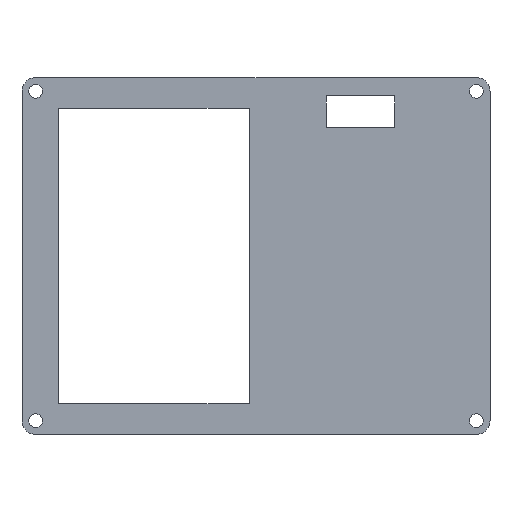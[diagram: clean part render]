
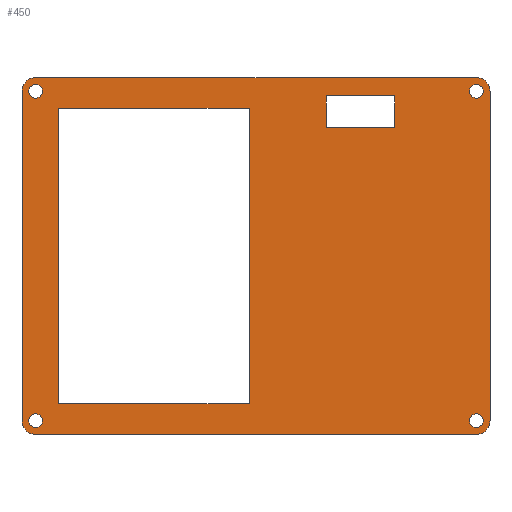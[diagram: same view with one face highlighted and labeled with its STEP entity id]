
A CAD part, front view. The second image highlights one B-rep face of the part: STEP entity #450.
In plain terms, the highlighted planar face has unit normal (0, -1, 0).
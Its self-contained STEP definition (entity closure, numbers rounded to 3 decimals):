
#21=FACE_BOUND('',#91,.T.);
#22=FACE_BOUND('',#92,.T.);
#23=FACE_BOUND('',#93,.T.);
#24=FACE_BOUND('',#94,.T.);
#25=FACE_BOUND('',#95,.T.);
#26=FACE_BOUND('',#96,.T.);
#40=PLANE('',#502);
#62=FACE_OUTER_BOUND('',#90,.T.);
#90=EDGE_LOOP('',(#401,#402,#403,#404,#405,#406,#407,#408));
#91=EDGE_LOOP('',(#409,#410,#411,#412));
#92=EDGE_LOOP('',(#413,#414,#415,#416));
#93=EDGE_LOOP('',(#417));
#94=EDGE_LOOP('',(#418));
#95=EDGE_LOOP('',(#419));
#96=EDGE_LOOP('',(#420));
#101=LINE('',#653,#145);
#105=LINE('',#661,#149);
#108=LINE('',#667,#152);
#111=LINE('',#672,#155);
#113=LINE('',#677,#157);
#117=LINE('',#685,#161);
#120=LINE('',#691,#164);
#123=LINE('',#696,#167);
#125=LINE('',#701,#169);
#130=LINE('',#715,#174);
#134=LINE('',#727,#178);
#138=LINE('',#739,#182);
#145=VECTOR('',#535,10.);
#149=VECTOR('',#541,10.);
#152=VECTOR('',#546,10.);
#155=VECTOR('',#551,10.);
#157=VECTOR('',#555,10.);
#161=VECTOR('',#561,10.);
#164=VECTOR('',#566,10.);
#167=VECTOR('',#571,10.);
#169=VECTOR('',#575,10.);
#174=VECTOR('',#588,10.);
#178=VECTOR('',#600,10.);
#182=VECTOR('',#612,10.);
#186=CIRCLE('',#467,1.5);
#188=CIRCLE('',#470,1.5);
#190=CIRCLE('',#473,1.5);
#192=CIRCLE('',#476,1.5);
#193=CIRCLE('',#487,3.);
#195=CIRCLE('',#491,3.);
#197=CIRCLE('',#495,3.);
#199=CIRCLE('',#499,3.);
#202=VERTEX_POINT('',#629);
#204=VERTEX_POINT('',#635);
#206=VERTEX_POINT('',#641);
#208=VERTEX_POINT('',#647);
#209=VERTEX_POINT('',#651);
#210=VERTEX_POINT('',#652);
#213=VERTEX_POINT('',#660);
#215=VERTEX_POINT('',#666);
#217=VERTEX_POINT('',#675);
#218=VERTEX_POINT('',#676);
#221=VERTEX_POINT('',#684);
#223=VERTEX_POINT('',#690);
#225=VERTEX_POINT('',#699);
#226=VERTEX_POINT('',#700);
#229=VERTEX_POINT('',#708);
#231=VERTEX_POINT('',#714);
#233=VERTEX_POINT('',#720);
#235=VERTEX_POINT('',#726);
#237=VERTEX_POINT('',#732);
#239=VERTEX_POINT('',#738);
#243=EDGE_CURVE('',#202,#202,#186,.T.);
#246=EDGE_CURVE('',#204,#204,#188,.T.);
#249=EDGE_CURVE('',#206,#206,#190,.T.);
#252=EDGE_CURVE('',#208,#208,#192,.T.);
#253=EDGE_CURVE('',#209,#210,#101,.T.);
#257=EDGE_CURVE('',#213,#209,#105,.T.);
#260=EDGE_CURVE('',#215,#213,#108,.T.);
#263=EDGE_CURVE('',#210,#215,#111,.T.);
#265=EDGE_CURVE('',#217,#218,#113,.T.);
#269=EDGE_CURVE('',#221,#217,#117,.T.);
#272=EDGE_CURVE('',#223,#221,#120,.T.);
#275=EDGE_CURVE('',#218,#223,#123,.T.);
#277=EDGE_CURVE('',#225,#226,#125,.T.);
#281=EDGE_CURVE('',#229,#225,#193,.T.);
#284=EDGE_CURVE('',#231,#229,#130,.T.);
#287=EDGE_CURVE('',#233,#231,#195,.T.);
#290=EDGE_CURVE('',#235,#233,#134,.T.);
#293=EDGE_CURVE('',#237,#235,#197,.T.);
#296=EDGE_CURVE('',#239,#237,#138,.T.);
#299=EDGE_CURVE('',#226,#239,#199,.T.);
#401=ORIENTED_EDGE('',*,*,#299,.F.);
#402=ORIENTED_EDGE('',*,*,#277,.F.);
#403=ORIENTED_EDGE('',*,*,#281,.F.);
#404=ORIENTED_EDGE('',*,*,#284,.F.);
#405=ORIENTED_EDGE('',*,*,#287,.F.);
#406=ORIENTED_EDGE('',*,*,#290,.F.);
#407=ORIENTED_EDGE('',*,*,#293,.F.);
#408=ORIENTED_EDGE('',*,*,#296,.F.);
#409=ORIENTED_EDGE('',*,*,#275,.F.);
#410=ORIENTED_EDGE('',*,*,#265,.F.);
#411=ORIENTED_EDGE('',*,*,#269,.F.);
#412=ORIENTED_EDGE('',*,*,#272,.F.);
#413=ORIENTED_EDGE('',*,*,#263,.F.);
#414=ORIENTED_EDGE('',*,*,#253,.F.);
#415=ORIENTED_EDGE('',*,*,#257,.F.);
#416=ORIENTED_EDGE('',*,*,#260,.F.);
#417=ORIENTED_EDGE('',*,*,#252,.F.);
#418=ORIENTED_EDGE('',*,*,#249,.F.);
#419=ORIENTED_EDGE('',*,*,#246,.F.);
#420=ORIENTED_EDGE('',*,*,#243,.F.);
#450=ADVANCED_FACE('',(#62,#21,#22,#23,#24,#25,#26),#40,.F.);
#467=AXIS2_PLACEMENT_3D('',#631,#510,#511);
#470=AXIS2_PLACEMENT_3D('',#637,#517,#518);
#473=AXIS2_PLACEMENT_3D('',#643,#524,#525);
#476=AXIS2_PLACEMENT_3D('',#649,#531,#532);
#487=AXIS2_PLACEMENT_3D('',#709,#581,#582);
#491=AXIS2_PLACEMENT_3D('',#721,#593,#594);
#495=AXIS2_PLACEMENT_3D('',#733,#605,#606);
#499=AXIS2_PLACEMENT_3D('',#744,#617,#618);
#502=AXIS2_PLACEMENT_3D('',#747,#623,#624);
#510=DIRECTION('center_axis',(0.,-1.,0.));
#511=DIRECTION('ref_axis',(1.,0.,0.));
#517=DIRECTION('center_axis',(0.,-1.,0.));
#518=DIRECTION('ref_axis',(1.,0.,0.));
#524=DIRECTION('center_axis',(0.,-1.,0.));
#525=DIRECTION('ref_axis',(1.,0.,0.));
#531=DIRECTION('center_axis',(0.,-1.,0.));
#532=DIRECTION('ref_axis',(1.,0.,0.));
#535=DIRECTION('',(0.,0.,1.));
#541=DIRECTION('',(1.,0.,0.));
#546=DIRECTION('',(0.,0.,-1.));
#551=DIRECTION('',(-1.,0.,0.));
#555=DIRECTION('',(0.,0.,1.));
#561=DIRECTION('',(1.,0.,0.));
#566=DIRECTION('',(0.,0.,-1.));
#571=DIRECTION('',(-1.,0.,0.));
#575=DIRECTION('',(1.,0.,0.));
#581=DIRECTION('center_axis',(0.,1.,0.));
#582=DIRECTION('ref_axis',(-1.,0.,0.));
#588=DIRECTION('',(0.,0.,1.));
#593=DIRECTION('center_axis',(0.,1.,0.));
#594=DIRECTION('ref_axis',(0.,0.,-1.));
#600=DIRECTION('',(-1.,0.,0.));
#605=DIRECTION('center_axis',(0.,1.,0.));
#606=DIRECTION('ref_axis',(1.,0.,0.));
#612=DIRECTION('',(0.,0.,-1.));
#617=DIRECTION('center_axis',(0.,1.,0.));
#618=DIRECTION('ref_axis',(0.,0.,1.));
#623=DIRECTION('center_axis',(0.,1.,0.));
#624=DIRECTION('ref_axis',(1.,0.,0.));
#629=CARTESIAN_POINT('',(98.5,0.,-3.));
#631=CARTESIAN_POINT('Origin',(100.,0.,-3.));
#635=CARTESIAN_POINT('',(98.5,0.,-75.5));
#637=CARTESIAN_POINT('Origin',(100.,0.,-75.5));
#641=CARTESIAN_POINT('',(1.5,0.,-3.));
#643=CARTESIAN_POINT('Origin',(3.,0.,-3.));
#647=CARTESIAN_POINT('',(1.5,0.,-75.5));
#649=CARTESIAN_POINT('Origin',(3.,0.,-75.5));
#651=CARTESIAN_POINT('',(50.,0.,-71.75));
#652=CARTESIAN_POINT('',(50.,0.,-6.75));
#653=CARTESIAN_POINT('',(50.,0.,-71.75));
#660=CARTESIAN_POINT('',(8.,0.,-71.75));
#661=CARTESIAN_POINT('',(8.,0.,-71.75));
#666=CARTESIAN_POINT('',(8.,0.,-6.75));
#667=CARTESIAN_POINT('',(8.,0.,-6.75));
#672=CARTESIAN_POINT('',(50.,0.,-6.75));
#675=CARTESIAN_POINT('',(82.,0.,-11.));
#676=CARTESIAN_POINT('',(82.,0.,-4.));
#677=CARTESIAN_POINT('',(82.,0.,-11.));
#684=CARTESIAN_POINT('',(67.,0.,-11.));
#685=CARTESIAN_POINT('',(67.,0.,-11.));
#690=CARTESIAN_POINT('',(67.,0.,-4.));
#691=CARTESIAN_POINT('',(67.,0.,-4.));
#696=CARTESIAN_POINT('',(82.,0.,-4.));
#699=CARTESIAN_POINT('',(3.,0.,0.));
#700=CARTESIAN_POINT('',(100.,0.,0.));
#701=CARTESIAN_POINT('',(0.,0.,0.));
#708=CARTESIAN_POINT('',(0.,0.,-3.));
#709=CARTESIAN_POINT('Origin',(3.,0.,-3.));
#714=CARTESIAN_POINT('',(0.,0.,-75.5));
#715=CARTESIAN_POINT('',(0.,0.,-78.5));
#720=CARTESIAN_POINT('',(3.,0.,-78.5));
#721=CARTESIAN_POINT('Origin',(3.,0.,-75.5));
#726=CARTESIAN_POINT('',(100.,0.,-78.5));
#727=CARTESIAN_POINT('',(103.,0.,-78.5));
#732=CARTESIAN_POINT('',(103.,0.,-75.5));
#733=CARTESIAN_POINT('Origin',(100.,0.,-75.5));
#738=CARTESIAN_POINT('',(103.,0.,-3.));
#739=CARTESIAN_POINT('',(103.,0.,0.));
#744=CARTESIAN_POINT('Origin',(100.,0.,-3.));
#747=CARTESIAN_POINT('Origin',(51.5,0.,-39.25));
